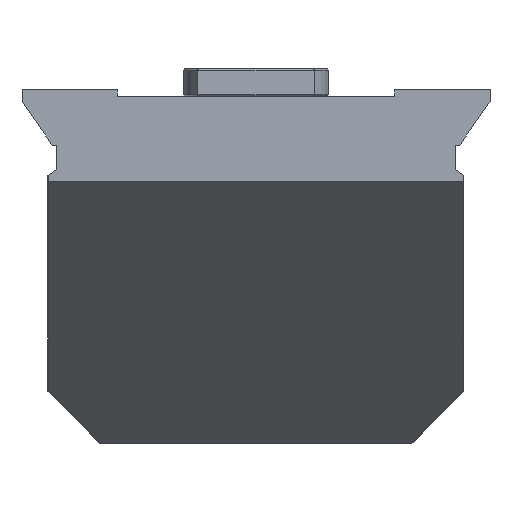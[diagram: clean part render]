
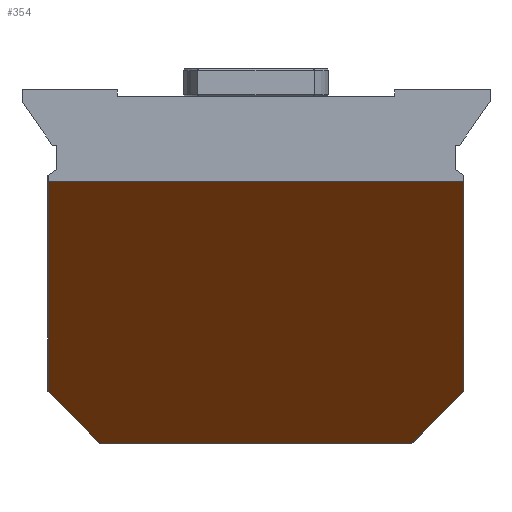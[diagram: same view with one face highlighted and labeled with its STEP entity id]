
A CAD part, left-side view. The second image highlights one B-rep face of the part: STEP entity #354.
In plain terms, the highlighted planar face has unit normal (-0.643, 0, -0.766).
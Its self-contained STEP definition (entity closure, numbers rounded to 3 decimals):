
#75=LINE('',#1616,#166);
#102=LINE('',#1671,#193);
#105=LINE('',#1677,#196);
#109=LINE('',#1685,#200);
#110=LINE('',#1686,#201);
#111=LINE('',#1687,#202);
#166=VECTOR('',#1284,1.);
#193=VECTOR('',#1317,1.);
#196=VECTOR('',#1322,1.);
#200=VECTOR('',#1328,1.);
#201=VECTOR('',#1329,1.);
#202=VECTOR('',#1330,1.);
#249=PLANE('',#1090);
#298=FACE_OUTER_BOUND('',#442,.T.);
#354=ADVANCED_FACE('',(#298),#249,.T.);
#442=EDGE_LOOP('',(#638,#639,#640,#641,#642,#643));
#638=ORIENTED_EDGE('',*,*,#882,.T.);
#639=ORIENTED_EDGE('',*,*,#916,.T.);
#640=ORIENTED_EDGE('',*,*,#912,.T.);
#641=ORIENTED_EDGE('',*,*,#917,.T.);
#642=ORIENTED_EDGE('',*,*,#909,.T.);
#643=ORIENTED_EDGE('',*,*,#918,.T.);
#770=VERTEX_POINT('',#1617);
#771=VERTEX_POINT('',#1618);
#795=VERTEX_POINT('',#1672);
#796=VERTEX_POINT('',#1673);
#797=VERTEX_POINT('',#1678);
#798=VERTEX_POINT('',#1679);
#882=EDGE_CURVE('',#770,#771,#75,.T.);
#909=EDGE_CURVE('',#795,#796,#102,.T.);
#912=EDGE_CURVE('',#797,#798,#105,.T.);
#916=EDGE_CURVE('',#771,#797,#109,.T.);
#917=EDGE_CURVE('',#798,#795,#110,.T.);
#918=EDGE_CURVE('',#796,#770,#111,.T.);
#1090=AXIS2_PLACEMENT_3D('',#1688,#1331,#1332);
#1284=DIRECTION('',(-0.766,0.,0.643));
#1317=DIRECTION('',(0.,-1.,0.));
#1322=DIRECTION('',(0.766,0.,-0.643));
#1328=DIRECTION('',(0.,1.,0.));
#1329=DIRECTION('',(0.644,-0.541,-0.541));
#1330=DIRECTION('',(-0.644,-0.541,0.541));
#1331=DIRECTION('',(-0.643,0.,-0.766));
#1332=DIRECTION('',(0.,1.,0.));
#1616=CARTESIAN_POINT('',(-72.876,-60.,-87.));
#1617=CARTESIAN_POINT('',(-72.876,-60.,-87.));
#1618=CARTESIAN_POINT('',(-145.,-60.,-26.481));
#1671=CARTESIAN_POINT('',(-55.,45.,-102.));
#1672=CARTESIAN_POINT('',(-55.,45.,-102.));
#1673=CARTESIAN_POINT('',(-55.,-45.,-102.));
#1677=CARTESIAN_POINT('',(-134.847,60.,-35.));
#1678=CARTESIAN_POINT('',(-145.,60.,-26.481));
#1679=CARTESIAN_POINT('',(-72.876,60.,-87.));
#1685=CARTESIAN_POINT('',(-145.,-51.5,-26.481));
#1686=CARTESIAN_POINT('',(-72.876,60.,-87.));
#1687=CARTESIAN_POINT('',(-55.,-45.,-102.));
#1688=CARTESIAN_POINT('',(-100.,35.,-64.241));
